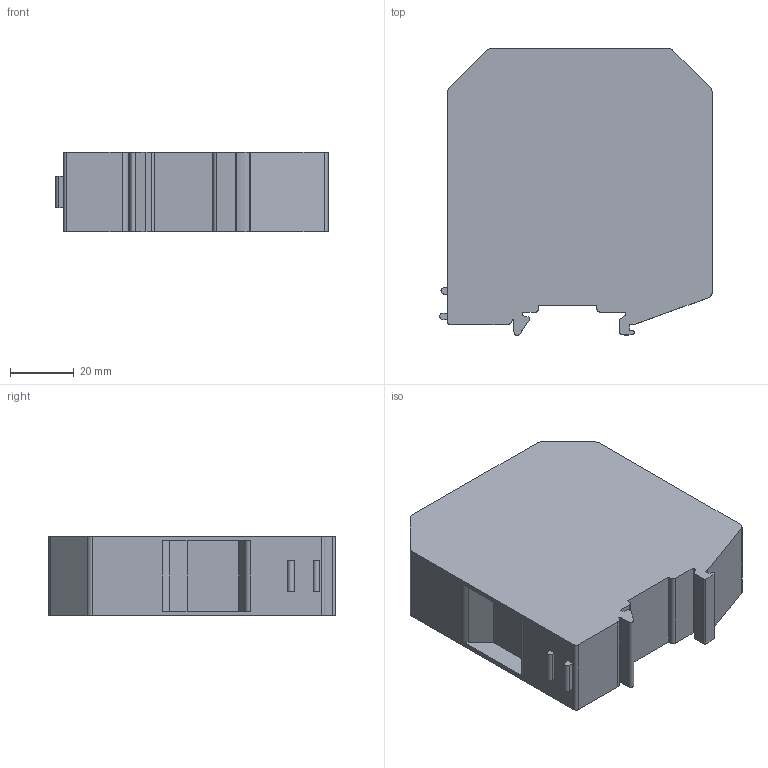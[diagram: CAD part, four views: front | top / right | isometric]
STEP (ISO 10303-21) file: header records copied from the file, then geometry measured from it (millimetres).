
FILE_DESCRIPTION((''),'2;1');
FILE_NAME('UKJ-95JD','2021-12-21T',('Administrator'),(''),'PRO/ENGINEER BY PARAMETRIC TECHNOLOGY CORPORATION, 2013230','PRO/ENGINEER BY PARAMETRIC TECHNOLOGY CORPORATION, 2013230','');
FILE_SCHEMA(('CONFIG_CONTROL_DESIGN'));
Length unit declared in the file: millimetre
Products named in the file (1): UKJ-95JD
Bounding box: 85.62 x 90.13 x 25 mm (x, y, z)
Volume: 163747.1 mm3; surface area: 23529.2 mm2
Topology: 1 solids, 1 shells, 69 faces, 183 edges, 122 vertices
Faces by surface type: plane 45, cylinder 24
Entity records: 2183 total; most frequent: CARTESIAN_POINT 374, DIRECTION 369, ORIENTED_EDGE 366, EDGE_CURVE 183, VECTOR 135, LINE 135, VERTEX_POINT 122, AXIS2_PLACEMENT_3D 117
